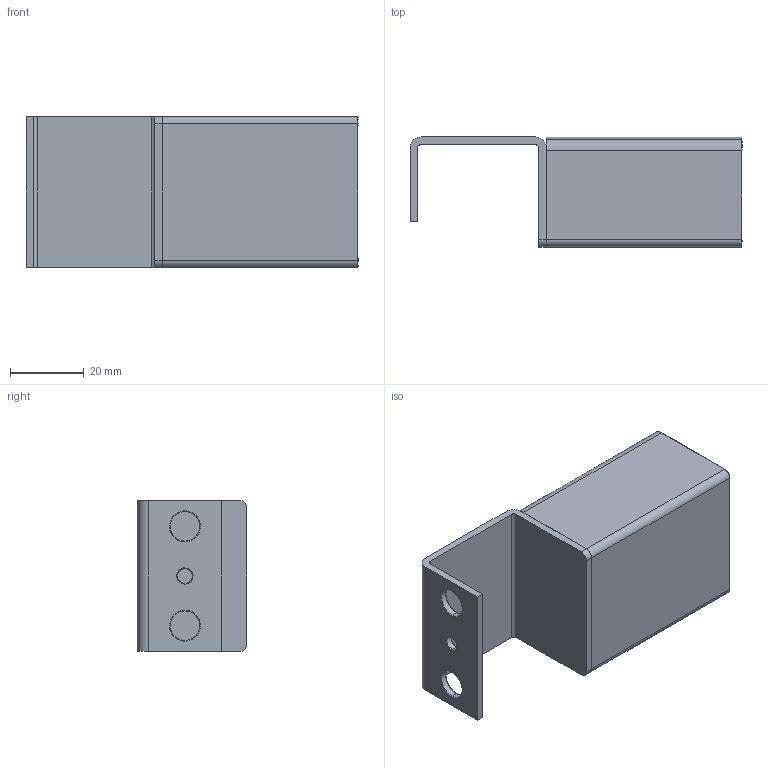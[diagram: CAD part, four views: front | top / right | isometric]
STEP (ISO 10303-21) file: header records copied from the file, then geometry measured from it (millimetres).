
FILE_DESCRIPTION (( 'STEP AP203' ), '1' );
FILE_NAME ('AL-FH-2033I Êðîíøòåéí äëÿ ñòàëüíîé íàïðàâëÿþùåé òèï I.STEP', '2025-03-18T10:03:31', ( '' ), ( '' ), 'SwSTEP 2.0', 'SolidWorks 2021', '' );
FILE_SCHEMA (( 'CONFIG_CONTROL_DESIGN' ));
Length unit declared in the file: millimetre
Products named in the file (1): AL-FH-2033I Êðîíøòåéí äëÿ ñòàëüíîé íàïðàâëÿþùåé òèï I
Bounding box: 90.2 x 29.85 x 41 mm (x, y, z)
Volume: 17291.6 mm3; surface area: 18424.5 mm2
Topology: 2 solids, 2 shells, 86 faces, 210 edges, 124 vertices
Faces by surface type: cylinder 38, bspline 24, plane 24
Entity records: 3492 total; most frequent: CARTESIAN_POINT 1505, ORIENTED_EDGE 412, DIRECTION 388, EDGE_CURVE 206, AXIS2_PLACEMENT_3D 145, VERTEX_POINT 124, LINE 98, VECTOR 98
